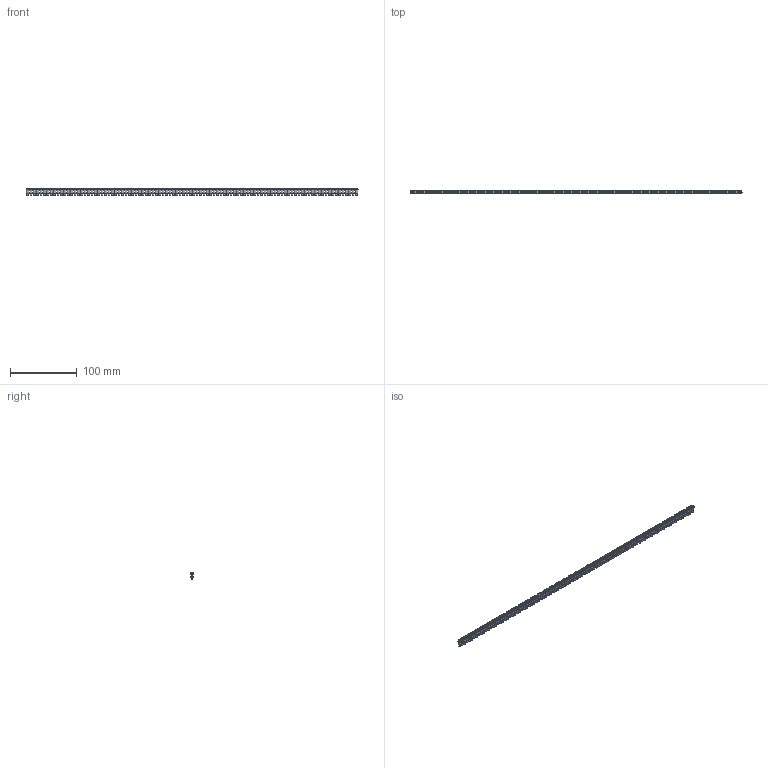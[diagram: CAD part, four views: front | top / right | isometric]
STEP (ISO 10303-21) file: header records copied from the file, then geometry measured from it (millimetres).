
FILE_DESCRIPTION(/* description */ (''),/* implementation_level */ '2;1');
FILE_NAME(/* name */ '2151.0_Q_0-5M-98-Pole.stp',/* time_stamp */ '2021-03-01T16:18:08+01:00',/* author */ (''),/* organization */ (''),/* preprocessor_version */ 'ST-DEVELOPER v16.7',/* originating_system */ 'SIEMENS PLM Software NX 12.0',/* authorisation */ '');
FILE_SCHEMA (('AUTOMOTIVE_DESIGN { 1 0 10303 214 3 1 1 1 }'));
Length unit declared in the file: millimetre
Products named in the file (1): 2151.0_Q_0-5M-98-Pole
Bounding box: 499.1 x 4.4 x 11.6 mm (x, y, z)
Volume: 10205.9 mm3; surface area: 29604.8 mm2
Topology: 197 solids, 197 shells, 2652 faces, 6186 edges, 4124 vertices
Faces by surface type: plane 1966, cylinder 686
Full cylindrical faces by diameter (mm): 2.16 x98, 2.5 x98, 3 x98, 4 x98, 4.4 x98
Entity records: 77503 total; most frequent: DIRECTION 13256, CARTESIAN_POINT 12963, ORIENTED_EDGE 12372, EDGE_CURVE 6186, LINE 4422, VECTOR 4422, AXIS2_PLACEMENT_3D 4417, VERTEX_POINT 4124
